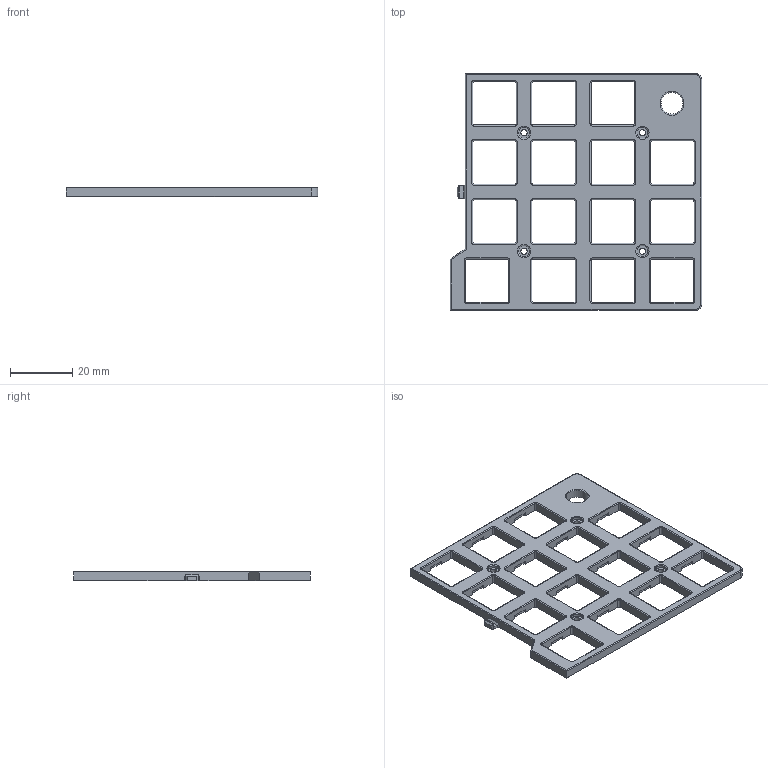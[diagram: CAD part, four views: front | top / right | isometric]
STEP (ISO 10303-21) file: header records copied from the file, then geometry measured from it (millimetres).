
FILE_DESCRIPTION(/* description */ ('STEP AP242','CAx-IF Rec.Pracs.---Representation and Presentation of Product Manufacturing Information (PMI)---4.0---2014-10-13','CAx-IF Rec.Pracs.---3D Tessellated Geometry---0.4---2014-09-14','2;1'),/* implementation_level */ '2;1');
FILE_NAME(/* name */ '659fa9c9ab4d6a061adb095d',/* time_stamp */ '2024-01-11T08:41:46Z',/* author */ (''),/* organization */ (''),/* preprocessor_version */ 'ST-DEVELOPER v19.4',/* originating_system */ ' ',/* authorisation */ ' ');
FILE_SCHEMA (('AP242_MANAGED_MODEL_BASED_3D_ENGINEERING_MIM_LF { 1 0 10303 442 1 1 4 }'));
Length unit declared in the file: metre
Products named in the file (1): PlateR
Bounding box: 80.88 x 76.23 x 3 mm (x, y, z)
Volume: 8538.6 mm3; surface area: 9241.2 mm2
Topology: 1 solids, 1 shells, 426 faces, 1115 edges, 697 vertices
Faces by surface type: plane 286, cylinder 71, cone 69
Full cylindrical faces by diameter (mm): 2 x4, 3.6 x4, 7 x1
Entity records: 12834 total; most frequent: CARTESIAN_POINT 2217, ORIENTED_EDGE 2194, DIRECTION 2162, EDGE_CURVE 1097, LINE 886, VECTOR 886, VERTEX_POINT 693, AXIS2_PLACEMENT_3D 638
